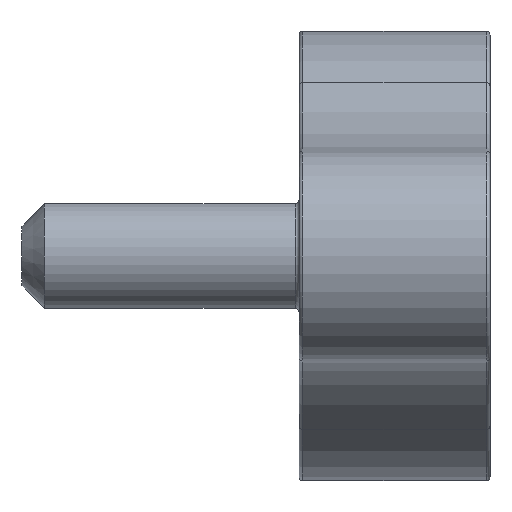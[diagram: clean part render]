
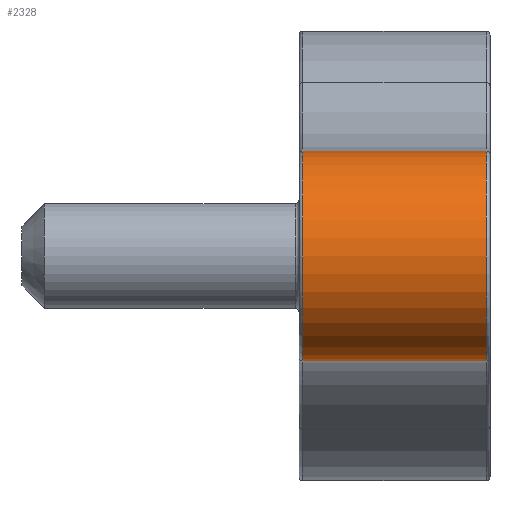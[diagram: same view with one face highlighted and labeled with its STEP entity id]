
A CAD part, left-side view. The second image highlights one B-rep face of the part: STEP entity #2328.
In plain terms, the highlighted cylindrical face has radius 14 mm (diameter 28 mm), a partial arc.
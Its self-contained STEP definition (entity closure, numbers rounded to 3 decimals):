
#133 = EDGE_CURVE ( 'NONE', #3314, #1134, #1564, .T. ) ;
#289 = DIRECTION ( 'NONE',  ( 0., -1., 0. ) ) ;
#385 = VERTEX_POINT ( 'NONE', #2249 ) ;
#394 = VECTOR ( 'NONE', #1085, 1000. ) ;
#431 = CARTESIAN_POINT ( 'NONE',  ( -45.25, -12.25, 14. ) ) ;
#574 = ORIENTED_EDGE ( 'NONE', *, *, #3043, .F. ) ;
#719 = DIRECTION ( 'NONE',  ( 0., 1., 0. ) ) ;
#874 = VECTOR ( 'NONE', #289, 1000. ) ;
#909 = LINE ( 'NONE', #2892, #394 ) ;
#1070 = CIRCLE ( 'NONE', #1504, 14. ) ;
#1085 = DIRECTION ( 'NONE',  ( 0., -1., 0. ) ) ;
#1134 = VERTEX_POINT ( 'NONE', #1875 ) ;
#1140 = CARTESIAN_POINT ( 'NONE',  ( -45.25, 12.25, 0. ) ) ;
#1163 = EDGE_LOOP ( 'NONE', ( #574, #1984, #1977, #1422 ) ) ;
#1412 = DIRECTION ( 'NONE',  ( 0., -1., 0. ) ) ;
#1422 = ORIENTED_EDGE ( 'NONE', *, *, #2733, .T. ) ;
#1451 = CARTESIAN_POINT ( 'NONE',  ( -45.25, 12.25, -14. ) ) ;
#1504 = AXIS2_PLACEMENT_3D ( 'NONE', #1140, #1412, #1685 ) ;
#1564 = LINE ( 'NONE', #2394, #874 ) ;
#1605 = CIRCLE ( 'NONE', #2524, 14. ) ;
#1685 = DIRECTION ( 'NONE',  ( 0., 0., -1. ) ) ;
#1875 = CARTESIAN_POINT ( 'NONE',  ( -45.25, -12.25, -14. ) ) ;
#1977 = ORIENTED_EDGE ( 'NONE', *, *, #133, .T. ) ;
#1984 = ORIENTED_EDGE ( 'NONE', *, *, #3208, .T. ) ;
#2031 = AXIS2_PLACEMENT_3D ( 'NONE', #3121, #2547, #2513 ) ;
#2107 = CYLINDRICAL_SURFACE ( 'NONE', #2031, 14. ) ;
#2249 = CARTESIAN_POINT ( 'NONE',  ( -45.25, 12.25, 14. ) ) ;
#2268 = DIRECTION ( 'NONE',  ( 0., 0., -1. ) ) ;
#2328 = ADVANCED_FACE ( 'NONE', ( #2427 ), #2107, .T. ) ;
#2394 = CARTESIAN_POINT ( 'NONE',  ( -45.25, 12.75, -14. ) ) ;
#2403 = VERTEX_POINT ( 'NONE', #431 ) ;
#2427 = FACE_OUTER_BOUND ( 'NONE', #1163, .T. ) ;
#2513 = DIRECTION ( 'NONE',  ( 0., 0., -1. ) ) ;
#2524 = AXIS2_PLACEMENT_3D ( 'NONE', #2772, #719, #2268 ) ;
#2547 = DIRECTION ( 'NONE',  ( 0., -1., 0. ) ) ;
#2733 = EDGE_CURVE ( 'NONE', #1134, #2403, #1605, .T. ) ;
#2772 = CARTESIAN_POINT ( 'NONE',  ( -45.25, -12.25, 0. ) ) ;
#2892 = CARTESIAN_POINT ( 'NONE',  ( -45.25, 12.75, 14. ) ) ;
#3043 = EDGE_CURVE ( 'NONE', #385, #2403, #909, .T. ) ;
#3121 = CARTESIAN_POINT ( 'NONE',  ( -45.25, 12.75, 0. ) ) ;
#3208 = EDGE_CURVE ( 'NONE', #385, #3314, #1070, .T. ) ;
#3314 = VERTEX_POINT ( 'NONE', #1451 ) ;
